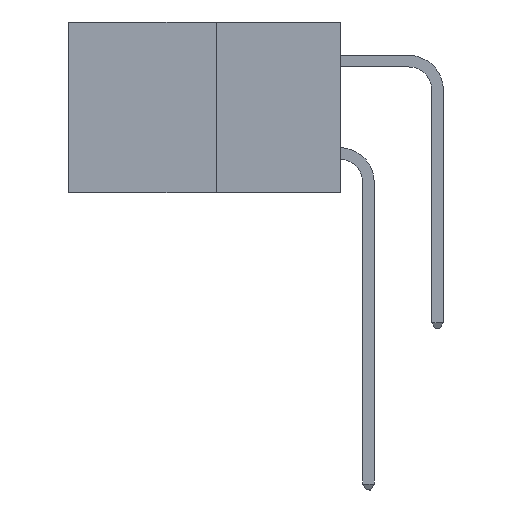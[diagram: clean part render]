
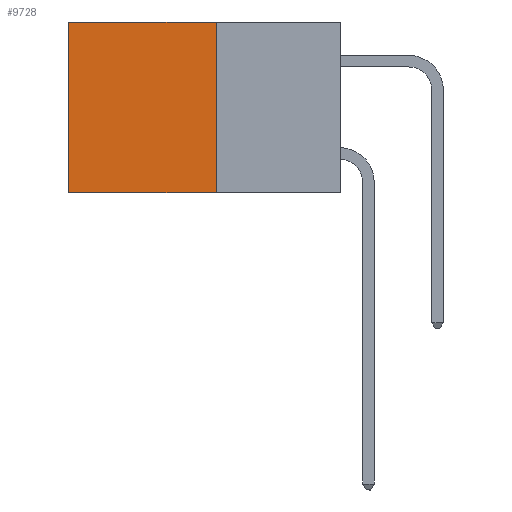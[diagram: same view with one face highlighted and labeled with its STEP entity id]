
A CAD part, left-side view. The second image highlights one B-rep face of the part: STEP entity #9728.
In plain terms, the highlighted planar face has unit normal (-1, 0, 0).
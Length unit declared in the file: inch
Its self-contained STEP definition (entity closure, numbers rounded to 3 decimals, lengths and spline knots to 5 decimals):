
#478 = DIRECTION ( 'NONE',  ( 0., 1., 0. ) ) ;
#533 = DIRECTION ( 'NONE',  ( 0., 0., -1. ) ) ;
#569 = VECTOR ( 'NONE', #1617, 39.37008 ) ;
#708 = CARTESIAN_POINT ( 'NONE',  ( 0.277, 0.59, -0.37 ) ) ;
#766 = CARTESIAN_POINT ( 'NONE',  ( 0.277, 0.59, 0. ) ) ;
#1322 = LINE ( 'NONE', #5190, #5480 ) ;
#1617 = DIRECTION ( 'NONE',  ( 0., 0., -1. ) ) ;
#1768 = DIRECTION ( 'NONE',  ( 0., 1., 0. ) ) ;
#2157 = VERTEX_POINT ( 'NONE', #766 ) ;
#2648 = EDGE_CURVE ( 'NONE', #8021, #5877, #3571, .T. ) ;
#2856 = AXIS2_PLACEMENT_3D ( 'NONE', #8369, #5235, #533 ) ;
#3036 = VECTOR ( 'NONE', #1768, 39.37008 ) ;
#3091 = VERTEX_POINT ( 'NONE', #9753 ) ;
#3450 = ORIENTED_EDGE ( 'NONE', *, *, #3982, .T. ) ;
#3571 = LINE ( 'NONE', #9300, #5409 ) ;
#3982 = EDGE_CURVE ( 'NONE', #2157, #3091, #8944, .T. ) ;
#4170 = EDGE_CURVE ( 'NONE', #5877, #3091, #7148, .T. ) ;
#4780 = CARTESIAN_POINT ( 'NONE',  ( 0.277, 0.27, -0.37 ) ) ;
#5190 = CARTESIAN_POINT ( 'NONE',  ( 0.277, 0.27, 0. ) ) ;
#5235 = DIRECTION ( 'NONE',  ( 1., 0., 0. ) ) ;
#5409 = VECTOR ( 'NONE', #9568, 39.37008 ) ;
#5480 = VECTOR ( 'NONE', #478, 39.37008 ) ;
#5512 = ORIENTED_EDGE ( 'NONE', *, *, #2648, .F. ) ;
#5842 = CARTESIAN_POINT ( 'NONE',  ( 0.277, 0.27, -0.37 ) ) ;
#5877 = VERTEX_POINT ( 'NONE', #5842 ) ;
#7148 = LINE ( 'NONE', #4780, #3036 ) ;
#7321 = CARTESIAN_POINT ( 'NONE',  ( 0.277, 0.27, 0. ) ) ;
#7779 = FACE_OUTER_BOUND ( 'NONE', #10126, .T. ) ;
#8009 = ORIENTED_EDGE ( 'NONE', *, *, #8694, .T. ) ;
#8021 = VERTEX_POINT ( 'NONE', #7321 ) ;
#8369 = CARTESIAN_POINT ( 'NONE',  ( 0.277, 0.27, -0.37 ) ) ;
#8694 = EDGE_CURVE ( 'NONE', #8021, #2157, #1322, .T. ) ;
#8944 = LINE ( 'NONE', #708, #569 ) ;
#9300 = CARTESIAN_POINT ( 'NONE',  ( 0.277, 0.27, -0.37 ) ) ;
#9568 = DIRECTION ( 'NONE',  ( 0., 0., -1. ) ) ;
#9728 = ADVANCED_FACE ( 'NONE', ( #7779 ), #9952, .F. ) ;
#9753 = CARTESIAN_POINT ( 'NONE',  ( 0.277, 0.59, -0.37 ) ) ;
#9952 = PLANE ( 'NONE',  #2856 ) ;
#10126 = EDGE_LOOP ( 'NONE', ( #3450, #10145, #5512, #8009 ) ) ;
#10145 = ORIENTED_EDGE ( 'NONE', *, *, #4170, .F. ) ;
